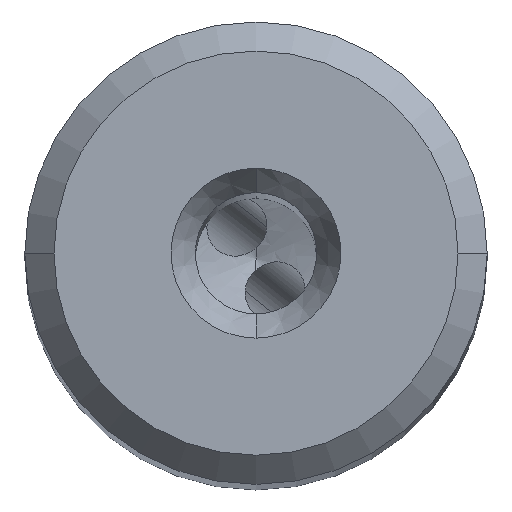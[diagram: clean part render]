
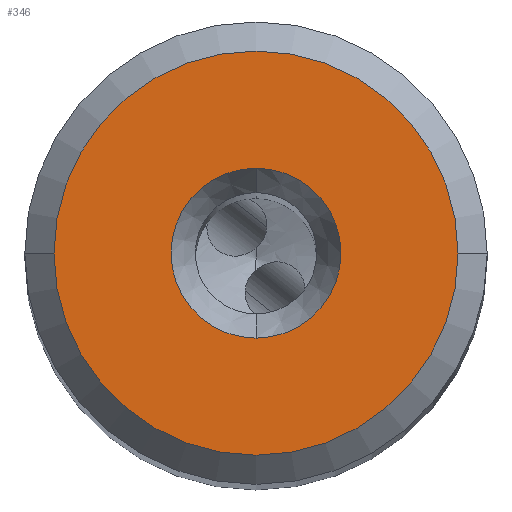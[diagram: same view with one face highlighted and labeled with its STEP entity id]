
A CAD part, top view. The second image highlights one B-rep face of the part: STEP entity #346.
In plain terms, the highlighted planar face has unit normal (0, 0, 1).
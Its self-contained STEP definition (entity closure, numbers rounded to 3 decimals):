
#113=FACE_BOUND('',#875,.T.);
#114=FACE_BOUND('',#876,.T.);
#199=PLANE('',#4292);
#346=ADVANCED_FACE('',(#113,#114),#199,.T.);
#875=EDGE_LOOP('',(#2394,#2395,#2396));
#876=EDGE_LOOP('',(#2397,#2398));
#1499=CIRCLE('',#4286,3.5);
#1500=CIRCLE('',#4288,8.325);
#1501=CIRCLE('',#4289,8.325);
#1502=CIRCLE('',#4290,8.325);
#1503=CIRCLE('',#4291,3.5);
#2394=ORIENTED_EDGE('',*,*,#3571,.F.);
#2395=ORIENTED_EDGE('',*,*,#3572,.F.);
#2396=ORIENTED_EDGE('',*,*,#3573,.F.);
#2397=ORIENTED_EDGE('',*,*,#3570,.F.);
#2398=ORIENTED_EDGE('',*,*,#3574,.F.);
#3045=VERTEX_POINT('',#9582);
#3046=VERTEX_POINT('',#9584);
#3047=VERTEX_POINT('',#9588);
#3048=VERTEX_POINT('',#9589);
#3049=VERTEX_POINT('',#9591);
#3570=EDGE_CURVE('',#3046,#3045,#1499,.T.);
#3571=EDGE_CURVE('',#3047,#3048,#1500,.T.);
#3572=EDGE_CURVE('',#3049,#3047,#1501,.T.);
#3573=EDGE_CURVE('',#3048,#3049,#1502,.T.);
#3574=EDGE_CURVE('',#3045,#3046,#1503,.T.);
#4286=AXIS2_PLACEMENT_3D('',#9585,#5136,#5137);
#4288=AXIS2_PLACEMENT_3D('',#9587,#5140,#5141);
#4289=AXIS2_PLACEMENT_3D('',#9590,#5142,#5143);
#4290=AXIS2_PLACEMENT_3D('',#9592,#5144,#5145);
#4291=AXIS2_PLACEMENT_3D('',#9593,#5146,#5147);
#4292=AXIS2_PLACEMENT_3D('',#9594,#5148,#5149);
#5136=DIRECTION('',(0.,0.,1.));
#5137=DIRECTION('',(0.,1.,0.));
#5140=DIRECTION('',(0.,0.,-1.));
#5141=DIRECTION('',(-1.,0.,0.));
#5142=DIRECTION('',(0.,0.,-1.));
#5143=DIRECTION('',(0.,-1.,0.));
#5144=DIRECTION('',(0.,0.,-1.));
#5145=DIRECTION('',(1.,0.,0.));
#5146=DIRECTION('',(0.,0.,1.));
#5147=DIRECTION('',(0.,-1.,0.));
#5148=DIRECTION('',(0.,0.,1.));
#5149=DIRECTION('',(-1.,0.,0.));
#9582=CARTESIAN_POINT('',(0.,-3.5,0.));
#9584=CARTESIAN_POINT('',(0.,3.5,0.));
#9585=CARTESIAN_POINT('',(0.,0.,0.));
#9587=CARTESIAN_POINT('',(0.,0.,0.));
#9588=CARTESIAN_POINT('',(-8.325,0.,0.));
#9589=CARTESIAN_POINT('',(8.325,0.,0.));
#9590=CARTESIAN_POINT('',(0.,0.,0.));
#9591=CARTESIAN_POINT('',(0.,-8.325,0.));
#9592=CARTESIAN_POINT('',(0.,0.,0.));
#9593=CARTESIAN_POINT('',(0.,0.,0.));
#9594=CARTESIAN_POINT('',(0.,0.,0.));
